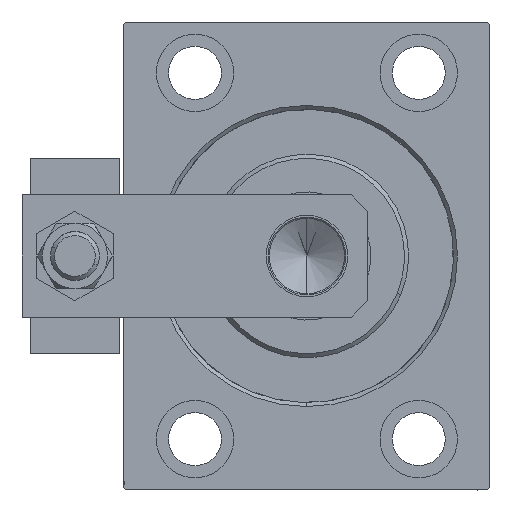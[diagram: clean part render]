
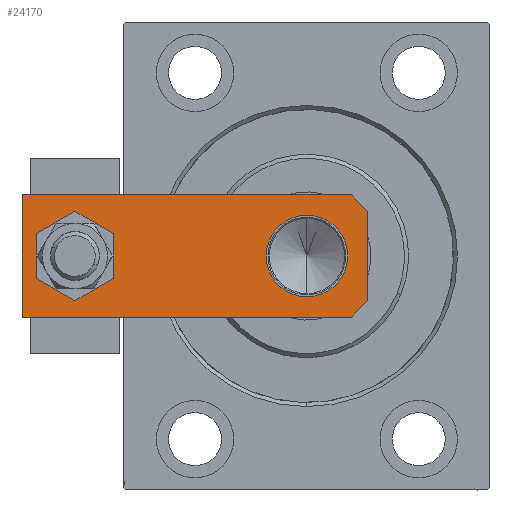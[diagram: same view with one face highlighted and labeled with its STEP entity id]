
A CAD part, left-side view. The second image highlights one B-rep face of the part: STEP entity #24170.
In plain terms, the highlighted face is planar.
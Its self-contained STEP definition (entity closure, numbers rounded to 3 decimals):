
#168 = CARTESIAN_POINT ( 'NONE',  ( 15., 85., 8. ) ) ;
#184 = DIRECTION ( 'NONE',  ( 0., 0., 1. ) ) ;
#322 = VERTEX_POINT ( 'NONE', #38909 ) ;
#456 = DIRECTION ( 'NONE',  ( 0., 1., 0. ) ) ;
#2779 = CARTESIAN_POINT ( 'NONE',  ( 11., 0., 8. ) ) ;
#3224 = ORIENTED_EDGE ( 'NONE', *, *, #46217, .T. ) ;
#3533 = EDGE_CURVE ( 'NONE', #34287, #26847, #41644, .T. ) ;
#3747 = LINE ( 'NONE', #34477, #34694 ) ;
#3968 = FACE_BOUND ( 'NONE', #39043, .T. ) ;
#4249 = CARTESIAN_POINT ( 'NONE',  ( -15., 85., 8. ) ) ;
#5134 = DIRECTION ( 'NONE',  ( 1., 0., 0. ) ) ;
#5835 = EDGE_CURVE ( 'NONE', #33104, #21218, #31482, .T. ) ;
#6117 = DIRECTION ( 'NONE',  ( 0., 0., 1. ) ) ;
#7118 = EDGE_CURVE ( 'NONE', #26847, #322, #21810, .T. ) ;
#7146 = VECTOR ( 'NONE', #9942, 1000. ) ;
#7739 = FACE_OUTER_BOUND ( 'NONE', #18169, .T. ) ;
#8488 = CARTESIAN_POINT ( 'NONE',  ( 10., 15., 8. ) ) ;
#9294 = VECTOR ( 'NONE', #26069, 1000. ) ;
#9347 = AXIS2_PLACEMENT_3D ( 'NONE', #18349, #19340, #45037 ) ;
#9697 = CARTESIAN_POINT ( 'NONE',  ( -5.5, -5.5, 8. ) ) ;
#9790 = AXIS2_PLACEMENT_3D ( 'NONE', #25986, #6117, #25742 ) ;
#9942 = DIRECTION ( 'NONE',  ( 0.707, -0.707, 0. ) ) ;
#10501 = ORIENTED_EDGE ( 'NONE', *, *, #40032, .T. ) ;
#10797 = VECTOR ( 'NONE', #30573, 1000. ) ;
#11263 = ORIENTED_EDGE ( 'NONE', *, *, #38434, .F. ) ;
#12887 = AXIS2_PLACEMENT_3D ( 'NONE', #15056, #184, #37975 ) ;
#13220 = LINE ( 'NONE', #9697, #7146 ) ;
#13307 = CIRCLE ( 'NONE', #30160, 10. ) ;
#14348 = CARTESIAN_POINT ( 'NONE',  ( 7., 72., 8. ) ) ;
#14662 = VECTOR ( 'NONE', #48072, 1000. ) ;
#14716 = EDGE_CURVE ( 'NONE', #48027, #33104, #48806, .T. ) ;
#15056 = CARTESIAN_POINT ( 'NONE',  ( 0., 72., 8. ) ) ;
#15977 = ORIENTED_EDGE ( 'NONE', *, *, #7118, .T. ) ;
#17849 = CARTESIAN_POINT ( 'NONE',  ( -15., 0., 8. ) ) ;
#18169 = EDGE_LOOP ( 'NONE', ( #15977, #10501, #24946, #24891, #3224, #20114 ) ) ;
#18349 = CARTESIAN_POINT ( 'NONE',  ( 0., 0., 8. ) ) ;
#18932 = CARTESIAN_POINT ( 'NONE',  ( -10., 15., 8. ) ) ;
#18997 = CARTESIAN_POINT ( 'NONE',  ( 15., 85., 8. ) ) ;
#19340 = DIRECTION ( 'NONE',  ( 0., 0., 1. ) ) ;
#19759 = CARTESIAN_POINT ( 'NONE',  ( 0., 15., 8. ) ) ;
#20114 = ORIENTED_EDGE ( 'NONE', *, *, #3533, .T. ) ;
#21218 = VERTEX_POINT ( 'NONE', #42881 ) ;
#21325 = VECTOR ( 'NONE', #23919, 1000. ) ;
#21678 = EDGE_CURVE ( 'NONE', #25486, #45189, #13307, .T. ) ;
#21755 = CIRCLE ( 'NONE', #12887, 7. ) ;
#21810 = LINE ( 'NONE', #22053, #9294 ) ;
#22053 = CARTESIAN_POINT ( 'NONE',  ( -15., 85., 8. ) ) ;
#22134 = PLANE ( 'NONE',  #9347 ) ;
#22840 = CARTESIAN_POINT ( 'NONE',  ( -7., 72., 8. ) ) ;
#23919 = DIRECTION ( 'NONE',  ( 0.707, 0.707, 0. ) ) ;
#24131 = AXIS2_PLACEMENT_3D ( 'NONE', #33788, #30251, #26219 ) ;
#24170 = ADVANCED_FACE ( 'NONE', ( #3968, #7739, #46026 ), #22134, .T. ) ;
#24891 = ORIENTED_EDGE ( 'NONE', *, *, #5835, .T. ) ;
#24946 = ORIENTED_EDGE ( 'NONE', *, *, #14716, .T. ) ;
#25486 = VERTEX_POINT ( 'NONE', #18932 ) ;
#25742 = DIRECTION ( 'NONE',  ( 1., 0., 0. ) ) ;
#25986 = CARTESIAN_POINT ( 'NONE',  ( 0., 72., 8. ) ) ;
#26069 = DIRECTION ( 'NONE',  ( 0., -1., 0. ) ) ;
#26219 = DIRECTION ( 'NONE',  ( 1., 0., 0. ) ) ;
#26847 = VERTEX_POINT ( 'NONE', #4249 ) ;
#27482 = CARTESIAN_POINT ( 'NONE',  ( -11., 0., 8. ) ) ;
#30160 = AXIS2_PLACEMENT_3D ( 'NONE', #19759, #31094, #5134 ) ;
#30251 = DIRECTION ( 'NONE',  ( 0., 0., 1. ) ) ;
#30573 = DIRECTION ( 'NONE',  ( -1., 0., 0. ) ) ;
#31094 = DIRECTION ( 'NONE',  ( 0., 0., 1. ) ) ;
#31482 = LINE ( 'NONE', #38090, #21325 ) ;
#32590 = EDGE_LOOP ( 'NONE', ( #41435, #37974 ) ) ;
#33104 = VERTEX_POINT ( 'NONE', #2779 ) ;
#33788 = CARTESIAN_POINT ( 'NONE',  ( 0., 15., 8. ) ) ;
#34287 = VERTEX_POINT ( 'NONE', #168 ) ;
#34477 = CARTESIAN_POINT ( 'NONE',  ( 15., 0., 8. ) ) ;
#34694 = VECTOR ( 'NONE', #456, 1000. ) ;
#34805 = ORIENTED_EDGE ( 'NONE', *, *, #46617, .F. ) ;
#37974 = ORIENTED_EDGE ( 'NONE', *, *, #42606, .F. ) ;
#37975 = DIRECTION ( 'NONE',  ( 1., 0., 0. ) ) ;
#38090 = CARTESIAN_POINT ( 'NONE',  ( 5.5, -5.5, 8. ) ) ;
#38434 = EDGE_CURVE ( 'NONE', #40736, #47570, #21755, .T. ) ;
#38909 = CARTESIAN_POINT ( 'NONE',  ( -15., 4., 8. ) ) ;
#39043 = EDGE_LOOP ( 'NONE', ( #34805, #11263 ) ) ;
#40032 = EDGE_CURVE ( 'NONE', #322, #48027, #13220, .T. ) ;
#40736 = VERTEX_POINT ( 'NONE', #14348 ) ;
#41435 = ORIENTED_EDGE ( 'NONE', *, *, #21678, .F. ) ;
#41644 = LINE ( 'NONE', #18997, #10797 ) ;
#41934 = CIRCLE ( 'NONE', #9790, 7. ) ;
#42606 = EDGE_CURVE ( 'NONE', #45189, #25486, #48251, .T. ) ;
#42881 = CARTESIAN_POINT ( 'NONE',  ( 15., 4., 8. ) ) ;
#45037 = DIRECTION ( 'NONE',  ( 1., 0., 0. ) ) ;
#45189 = VERTEX_POINT ( 'NONE', #8488 ) ;
#46026 = FACE_BOUND ( 'NONE', #32590, .T. ) ;
#46217 = EDGE_CURVE ( 'NONE', #21218, #34287, #3747, .T. ) ;
#46617 = EDGE_CURVE ( 'NONE', #47570, #40736, #41934, .T. ) ;
#47570 = VERTEX_POINT ( 'NONE', #22840 ) ;
#48027 = VERTEX_POINT ( 'NONE', #27482 ) ;
#48072 = DIRECTION ( 'NONE',  ( 1., 0., 0. ) ) ;
#48251 = CIRCLE ( 'NONE', #24131, 10. ) ;
#48806 = LINE ( 'NONE', #17849, #14662 ) ;
